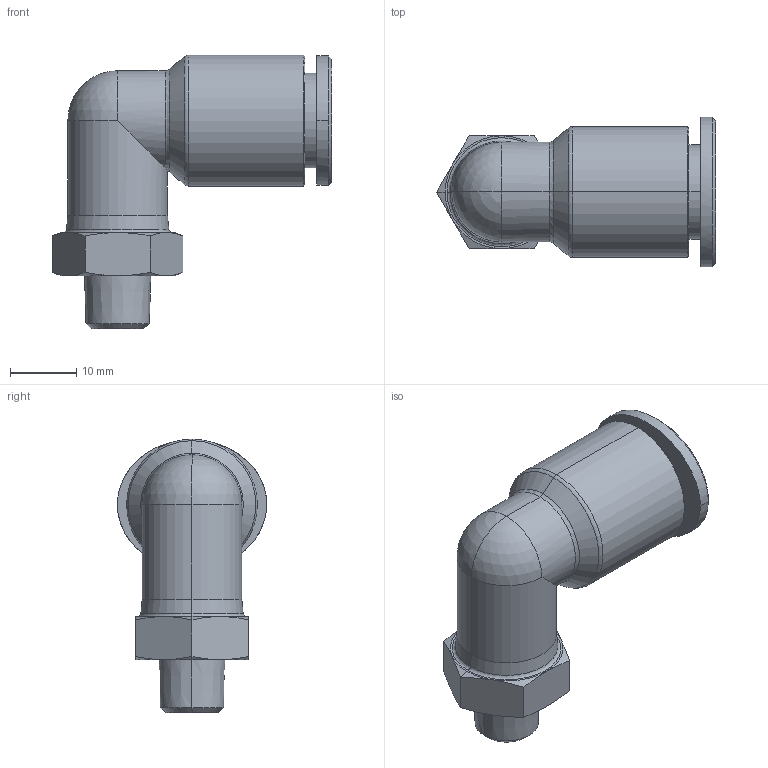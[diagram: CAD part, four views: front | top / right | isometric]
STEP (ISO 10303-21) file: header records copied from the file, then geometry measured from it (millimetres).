
FILE_DESCRIPTION((''),'2;1');
FILE_NAME('GPL 1201(L)(3D).stp','2012-12-21T09:50:29',(''),(''),'Mechanical Desktop.R8.0.24.0','Mechanical Desktop.R8.0.24.0',', , ');
FILE_SCHEMA(('CONFIG_CONTROL_DESIGN'));
Length unit declared in the file: millimetre
Products named in the file (3): GPL 1201(L)(3D); 睡ヶ1; RM_SDB
Assembly tree (2 placements, depth 2):
  GPL 1201(L)(3D)
    睡ヶ1
    RM_SDB
Bounding box: 42.02 x 22.5 x 41.2 mm (x, y, z)
Volume: 10646.3 mm3; surface area: 5221.8 mm2
Topology: 1 solids, 1 shells, 407 faces, 1130 edges, 739 vertices
Faces by surface type: plane 346, cone 32, cylinder 13, bspline 12, torus 2, sphere 2
Entity records: 13452 total; most frequent: CARTESIAN_POINT 3008, ORIENTED_EDGE 2256, DIRECTION 1959, EDGE_CURVE 1128, VECTOR 1011, LINE 1011, VERTEX_POINT 739, AXIS2_PLACEMENT_3D 474
